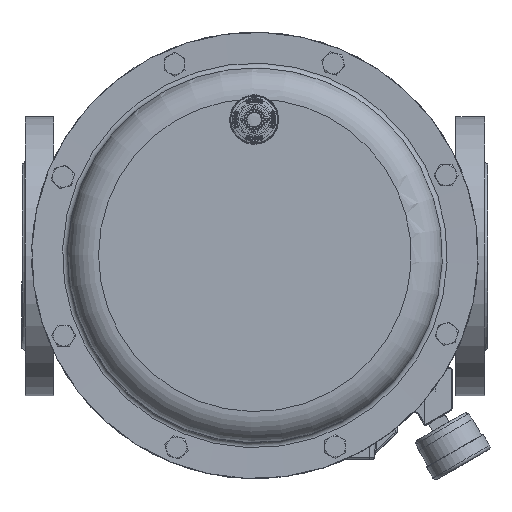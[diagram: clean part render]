
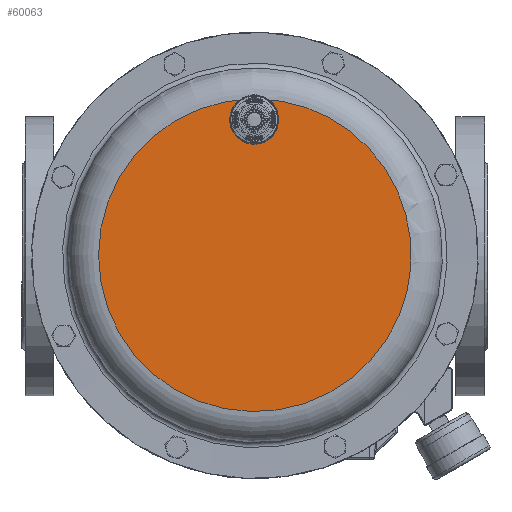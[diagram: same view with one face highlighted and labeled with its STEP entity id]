
A CAD part, top view. The second image highlights one B-rep face of the part: STEP entity #60063.
In plain terms, the highlighted planar face has unit normal (0, 0, 1).
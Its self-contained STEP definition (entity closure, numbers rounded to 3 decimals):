
#3158=PLANE('',#64435);
#6550=FACE_OUTER_BOUND('',#10128,.T.);
#10128=EDGE_LOOP('',(#42288,#42289,#42290,#42291));
#13479=CIRCLE('',#63621,13.05);
#13515=CIRCLE('',#63664,98.);
#13517=CIRCLE('',#63666,98.);
#13717=CIRCLE('',#63947,13.05);
#23678=VERTEX_POINT('',#98458);
#23679=VERTEX_POINT('',#98466);
#23766=VERTEX_POINT('',#99991);
#23767=VERTEX_POINT('',#99993);
#29760=EDGE_CURVE('',#23678,#23679,#13479,.T.);
#29858=EDGE_CURVE('',#23766,#23767,#13515,.T.);
#29860=EDGE_CURVE('',#23678,#23766,#13517,.T.);
#30144=EDGE_CURVE('',#23679,#23767,#13717,.T.);
#42288=ORIENTED_EDGE('',*,*,#29860,.F.);
#42289=ORIENTED_EDGE('',*,*,#29760,.T.);
#42290=ORIENTED_EDGE('',*,*,#30144,.T.);
#42291=ORIENTED_EDGE('',*,*,#29858,.F.);
#60063=ADVANCED_FACE('',(#6550),#3158,.F.);
#63621=AXIS2_PLACEMENT_3D('',#98473,#71070,#71071);
#63664=AXIS2_PLACEMENT_3D('',#99994,#71166,#71167);
#63666=AXIS2_PLACEMENT_3D('',#99996,#71170,#71171);
#63947=AXIS2_PLACEMENT_3D('',#100611,#71800,#71801);
#64435=AXIS2_PLACEMENT_3D('',#102841,#73018,#73019);
#71070=DIRECTION('center_axis',(0.,0.,
-1.));
#71071=DIRECTION('ref_axis',(-0.926,0.378,0.));
#71166=DIRECTION('center_axis',(0.,0.,
-1.));
#71167=DIRECTION('ref_axis',(-0.926,0.378,0.));
#71170=DIRECTION('center_axis',(0.,0.,
-1.));
#71171=DIRECTION('ref_axis',(-0.926,0.378,0.));
#71800=DIRECTION('center_axis',(0.,0.,
-1.));
#71801=DIRECTION('ref_axis',(-0.926,0.378,0.));
#73018=DIRECTION('center_axis',(0.,0.,
-1.));
#73019=DIRECTION('ref_axis',(-0.926,0.378,0.));
#98458=CARTESIAN_POINT('',(0.754,97.997,393.));
#98466=CARTESIAN_POINT('',(-0.346,71.949,393.));
#98473=CARTESIAN_POINT('Origin',(-0.409,84.999,393.));
#99991=CARTESIAN_POINT('',(90.72,-37.067,393.));
#99993=CARTESIAN_POINT('',(-1.697,97.985,393.));
#99994=CARTESIAN_POINT('Origin',(0.,0.,
393.));
#99996=CARTESIAN_POINT('Origin',(0.,0.,
393.));
#100611=CARTESIAN_POINT('Origin',(-0.409,84.999,393.));
#102841=CARTESIAN_POINT('Origin',(0.,0.,
393.));
